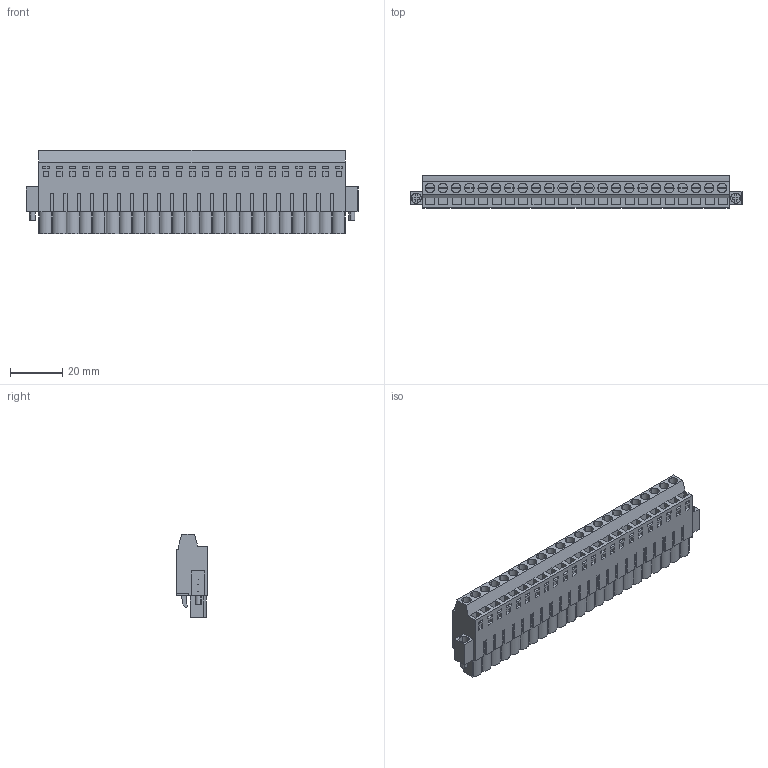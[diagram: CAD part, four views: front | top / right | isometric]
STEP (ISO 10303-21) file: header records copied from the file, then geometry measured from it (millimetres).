
FILE_DESCRIPTION(('CATIA V5 STEP Exchange','CAx-IF Rec.Pracs.--- Model Styling and Organization---1.2---2011-12-15'),'2;1');
FILE_NAME ('D1457359_0_1844200000_1844200000.stp','2017-10-31T20:27:25+00:00',('none'),('Weidmueller'),'CATIA Version 5-6 Release 2014','CATIA V5 STEP AP214','none');
FILE_SCHEMA(('AUTOMOTIVE_DESIGN { 1 0 10303 214 1 1 1 1 }'));
Length unit declared in the file: millimetre
Products named in the file (1): 1844200000
Bounding box: 126.64 x 12.2 x 31.8 mm (x, y, z)
Volume: 31741.4 mm3; surface area: 17812.2 mm2
Topology: 26 solids, 26 shells, 1534 faces, 4273 edges, 2914 vertices
Faces by surface type: plane 1322, cylinder 212
Entity records: 46988 total; most frequent: CARTESIAN_POINT 8585, ORIENTED_EDGE 8546, DIRECTION 6059, EDGE_CURVE 4273, VECTOR 3749, LINE 3749, VERTEX_POINT 2914, EDGE_LOOP 1661
